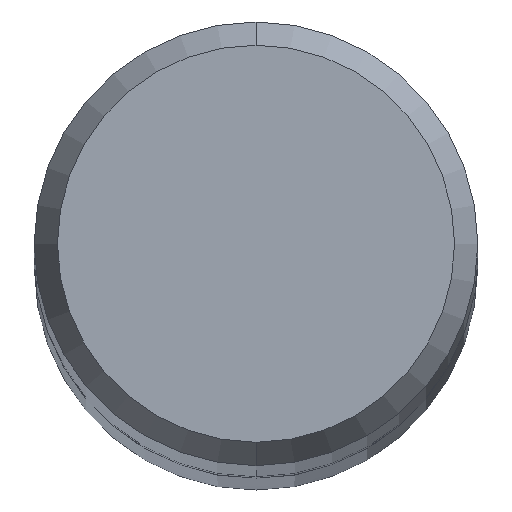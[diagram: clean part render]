
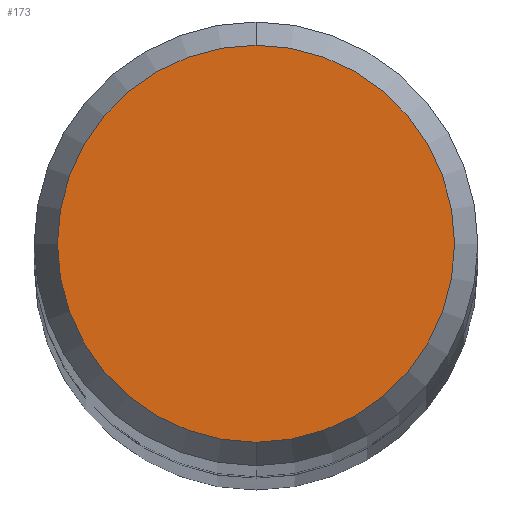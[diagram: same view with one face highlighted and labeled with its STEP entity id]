
A CAD part, top view. The second image highlights one B-rep face of the part: STEP entity #173.
In plain terms, the highlighted planar face has unit normal (0, 0, 1).
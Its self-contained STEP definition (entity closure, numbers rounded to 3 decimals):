
#169=VERTEX_POINT('',#325);
#171=EDGE_CURVE('',#169,#197,#327,.T.);
#173=ADVANCED_FACE('',(#329),#330,.T.);
#197=VERTEX_POINT('',#357);
#217=EDGE_CURVE('',#197,#169,#382,.T.);
#325=CARTESIAN_POINT('',(0.0,1.955,0.0));
#327=CIRCLE('',#516,1.955);
#329=FACE_OUTER_BOUND('',#518,.T.);
#330=PLANE('',#519);
#357=CARTESIAN_POINT('',(0.,-1.955,0.0));
#382=CIRCLE('',#581,1.955);
#516=AXIS2_PLACEMENT_3D('',#675,#676,#677);
#518=EDGE_LOOP('',(#679,#680));
#519=AXIS2_PLACEMENT_3D('',#681,#682,#683);
#581=AXIS2_PLACEMENT_3D('',#758,#759,#760);
#675=CARTESIAN_POINT('',(0.0,0.0,0.0));
#676=DIRECTION('',(0.0,0.0,-1.0));
#677=DIRECTION('',(0.0,1.0,0.0));
#679=ORIENTED_EDGE('',*,*,#171,.F.);
#680=ORIENTED_EDGE('',*,*,#217,.F.);
#681=CARTESIAN_POINT('',(0.0,0.978,0.0));
#682=DIRECTION('',(-0.0,0.0,1.0));
#683=DIRECTION('',(0.0,-1.0,0.0));
#758=CARTESIAN_POINT('',(0.0,0.0,0.0));
#759=DIRECTION('',(0.0,0.0,-1.0));
#760=DIRECTION('',(0.0,1.0,0.0));
